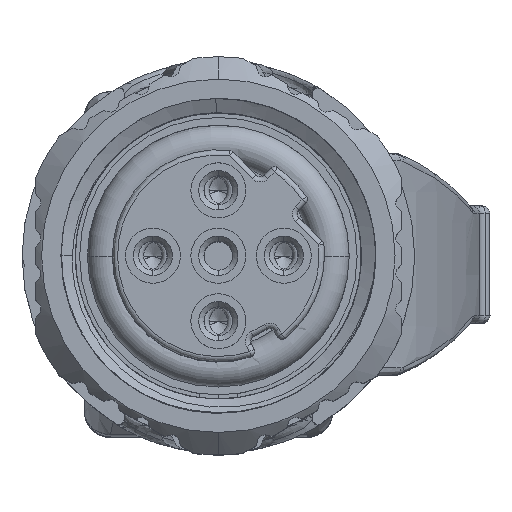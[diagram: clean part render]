
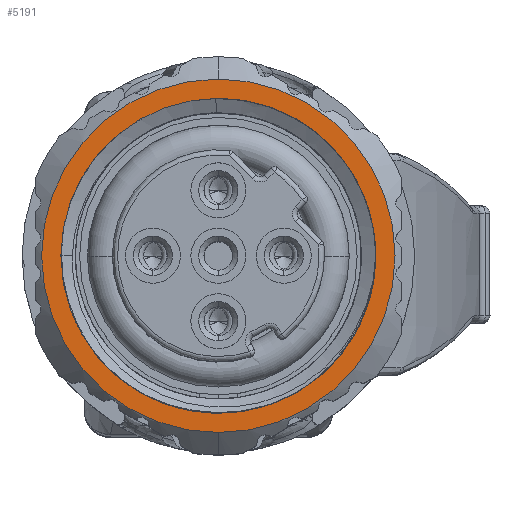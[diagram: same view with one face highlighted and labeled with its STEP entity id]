
A CAD part, top view. The second image highlights one B-rep face of the part: STEP entity #5191.
In plain terms, the highlighted planar face has unit normal (0, 0, 1).
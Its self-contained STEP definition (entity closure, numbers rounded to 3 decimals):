
#315=FACE_BOUND('',#7836,.T.);
#316=FACE_BOUND('',#7837,.T.);
#1221=PLANE('',#24407);
#5191=ADVANCED_FACE('',(#315,#316),#1221,.F.);
#7836=EDGE_LOOP('',(#14281,#14282));
#7837=EDGE_LOOP('',(#14283,#14284));
#14281=ORIENTED_EDGE('',*,*,#21009,.F.);
#14282=ORIENTED_EDGE('',*,*,#21052,.T.);
#14283=ORIENTED_EDGE('',*,*,#21053,.F.);
#14284=ORIENTED_EDGE('',*,*,#21054,.F.);
#17879=VERTEX_POINT('',#45632);
#17880=VERTEX_POINT('',#45634);
#17914=VERTEX_POINT('',#46994);
#17915=VERTEX_POINT('',#46995);
#21009=EDGE_CURVE('',#17879,#17880,#22588,.T.);
#21052=EDGE_CURVE('',#17879,#17880,#22589,.T.);
#21053=EDGE_CURVE('',#17914,#17915,#22590,.T.);
#21054=EDGE_CURVE('',#17915,#17914,#22591,.T.);
#22588=CIRCLE('',#24399,6.015);
#22589=CIRCLE('',#24403,6.015);
#22590=CIRCLE('',#24405,6.75);
#22591=CIRCLE('',#24406,6.75);
#24399=AXIS2_PLACEMENT_3D('',#45633,#29218,#29219);
#24403=AXIS2_PLACEMENT_3D('',#46991,#29227,#29228);
#24405=AXIS2_PLACEMENT_3D('',#46993,#29231,#29232);
#24406=AXIS2_PLACEMENT_3D('',#46996,#29233,#29234);
#24407=AXIS2_PLACEMENT_3D('',#46997,#29235,#29236);
#29218=DIRECTION('',(0.,0.,1.));
#29219=DIRECTION('',(1.,0.,0.));
#29227=DIRECTION('',(0.,0.,-1.));
#29228=DIRECTION('',(1.,0.,0.));
#29231=DIRECTION('',(0.,0.,-1.));
#29232=DIRECTION('',(0.,-1.,0.));
#29233=DIRECTION('',(0.,0.,-1.));
#29234=DIRECTION('',(0.,1.,0.));
#29235=DIRECTION('',(0.,0.,-1.));
#29236=DIRECTION('',(1.,0.,0.));
#45632=CARTESIAN_POINT('',(6.015,0.,0.));
#45633=CARTESIAN_POINT('',(0.,0.,0.));
#45634=CARTESIAN_POINT('',(-6.015,0.,0.));
#46991=CARTESIAN_POINT('',(0.,0.,0.));
#46993=CARTESIAN_POINT('',(0.,0.,0.));
#46994=CARTESIAN_POINT('',(0.,-6.75,0.));
#46995=CARTESIAN_POINT('',(0.,6.75,0.));
#46996=CARTESIAN_POINT('',(0.,0.,0.));
#46997=CARTESIAN_POINT('',(0.,0.,0.));
